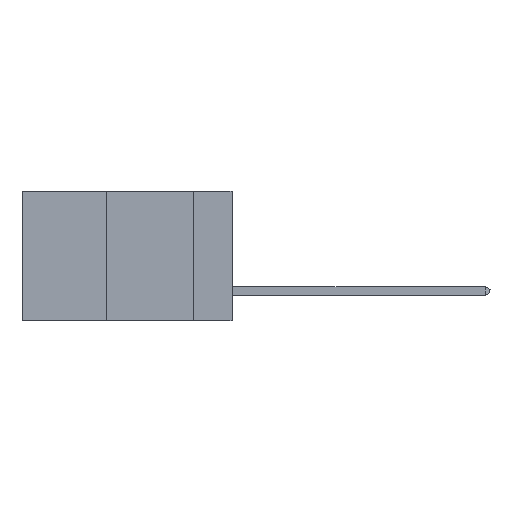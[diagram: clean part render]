
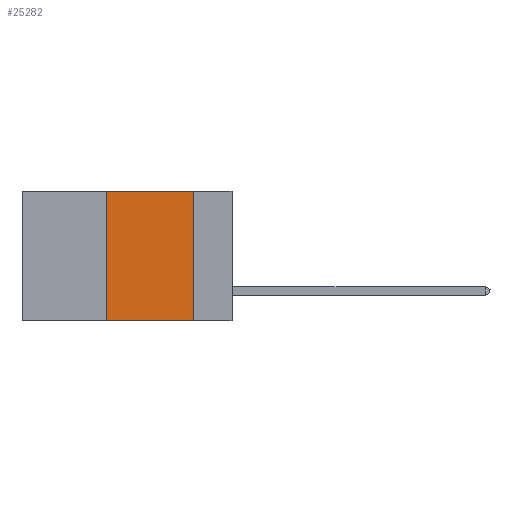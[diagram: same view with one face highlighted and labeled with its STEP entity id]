
A CAD part, left-side view. The second image highlights one B-rep face of the part: STEP entity #25282.
In plain terms, the highlighted planar face has unit normal (-1, 0, 0).
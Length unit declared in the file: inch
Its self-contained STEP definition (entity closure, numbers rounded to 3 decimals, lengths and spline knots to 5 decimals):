
#2629 = ORIENTED_EDGE ( 'NONE', *, *, #14400, .F. ) ;
#3526 = AXIS2_PLACEMENT_3D ( 'NONE', #9365, #19891, #22965 ) ;
#3996 = PLANE ( 'NONE',  #3526 ) ;
#4349 = ORIENTED_EDGE ( 'NONE', *, *, #9045, .F. ) ;
#5578 = FACE_OUTER_BOUND ( 'NONE', #8398, .T. ) ;
#5734 = CARTESIAN_POINT ( 'NONE',  ( 0., 0.6, 0. ) ) ;
#7986 = LINE ( 'NONE', #5734, #12156 ) ;
#8398 = EDGE_LOOP ( 'NONE', ( #8808, #4349, #2629, #29471 ) ) ;
#8808 = ORIENTED_EDGE ( 'NONE', *, *, #9238, .F. ) ;
#9045 = EDGE_CURVE ( 'NONE', #13965, #18424, #7986, .T. ) ;
#9238 = EDGE_CURVE ( 'NONE', #18424, #15596, #18850, .T. ) ;
#9365 = CARTESIAN_POINT ( 'NONE',  ( 0., 0.6, 0. ) ) ;
#9919 = VECTOR ( 'NONE', #15320, 39.37008 ) ;
#10680 = LINE ( 'NONE', #14157, #17829 ) ;
#11580 = LINE ( 'NONE', #26513, #9919 ) ;
#11933 = CARTESIAN_POINT ( 'NONE',  ( 0., 0.11, -0.37 ) ) ;
#12156 = VECTOR ( 'NONE', #24572, 39.37008 ) ;
#13415 = VERTEX_POINT ( 'NONE', #33164 ) ;
#13726 = EDGE_CURVE ( 'NONE', #13415, #15596, #11580, .T. ) ;
#13965 = VERTEX_POINT ( 'NONE', #24196 ) ;
#14157 = CARTESIAN_POINT ( 'NONE',  ( 0., 0.36, 0. ) ) ;
#14400 = EDGE_CURVE ( 'NONE', #13415, #13965, #10680, .T. ) ;
#15011 = CARTESIAN_POINT ( 'NONE',  ( 0., 0.11, 0. ) ) ;
#15320 = DIRECTION ( 'NONE',  ( 0., -1., 0. ) ) ;
#15596 = VERTEX_POINT ( 'NONE', #11933 ) ;
#17829 = VECTOR ( 'NONE', #25223, 39.37008 ) ;
#18424 = VERTEX_POINT ( 'NONE', #24436 ) ;
#18850 = LINE ( 'NONE', #15011, #30580 ) ;
#19891 = DIRECTION ( 'NONE',  ( 1., 0., 0. ) ) ;
#22965 = DIRECTION ( 'NONE',  ( 0., 0., -1. ) ) ;
#24196 = CARTESIAN_POINT ( 'NONE',  ( 0., 0.36, 0. ) ) ;
#24436 = CARTESIAN_POINT ( 'NONE',  ( 0., 0.11, 0. ) ) ;
#24572 = DIRECTION ( 'NONE',  ( 0., -1., 0. ) ) ;
#25223 = DIRECTION ( 'NONE',  ( 0., 0., 1. ) ) ;
#25282 = ADVANCED_FACE ( 'NONE', ( #5578 ), #3996, .F. ) ;
#25842 = DIRECTION ( 'NONE',  ( 0., 0., -1. ) ) ;
#26513 = CARTESIAN_POINT ( 'NONE',  ( 0., 0.6, -0.37 ) ) ;
#29471 = ORIENTED_EDGE ( 'NONE', *, *, #13726, .T. ) ;
#30580 = VECTOR ( 'NONE', #25842, 39.37008 ) ;
#33164 = CARTESIAN_POINT ( 'NONE',  ( 0., 0.36, -0.37 ) ) ;
